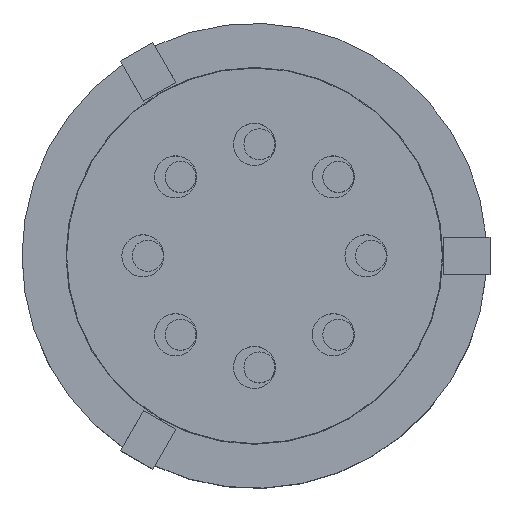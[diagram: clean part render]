
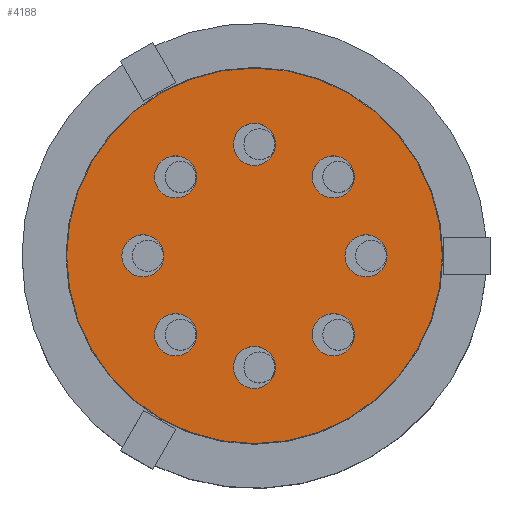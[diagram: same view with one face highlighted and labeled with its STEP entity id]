
A CAD part, top view. The second image highlights one B-rep face of the part: STEP entity #4188.
In plain terms, the highlighted planar face has unit normal (0, 0, 1).
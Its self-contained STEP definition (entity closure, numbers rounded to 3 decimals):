
#108=FACE_BOUND('',#820,.T.);
#109=FACE_BOUND('',#821,.T.);
#110=FACE_BOUND('',#822,.T.);
#111=FACE_BOUND('',#823,.T.);
#112=FACE_BOUND('',#824,.T.);
#113=FACE_BOUND('',#825,.T.);
#114=FACE_BOUND('',#826,.T.);
#115=FACE_BOUND('',#827,.T.);
#236=PLANE('',#4753);
#576=FACE_OUTER_BOUND('',#819,.T.);
#819=EDGE_LOOP('',(#3811));
#820=EDGE_LOOP('',(#3812));
#821=EDGE_LOOP('',(#3813));
#822=EDGE_LOOP('',(#3814));
#823=EDGE_LOOP('',(#3815));
#824=EDGE_LOOP('',(#3816));
#825=EDGE_LOOP('',(#3817));
#826=EDGE_LOOP('',(#3818));
#827=EDGE_LOOP('',(#3819));
#1667=CIRCLE('',#4727,3.4);
#1669=CIRCLE('',#4730,3.4);
#1671=CIRCLE('',#4733,3.4);
#1673=CIRCLE('',#4736,3.4);
#1675=CIRCLE('',#4739,3.4);
#1677=CIRCLE('',#4742,3.4);
#1679=CIRCLE('',#4745,3.4);
#1681=CIRCLE('',#4748,3.4);
#1683=CIRCLE('',#4751,30.3);
#2047=VERTEX_POINT('',#23907);
#2049=VERTEX_POINT('',#23913);
#2051=VERTEX_POINT('',#23919);
#2053=VERTEX_POINT('',#23925);
#2055=VERTEX_POINT('',#23931);
#2057=VERTEX_POINT('',#23937);
#2059=VERTEX_POINT('',#23943);
#2061=VERTEX_POINT('',#23949);
#2063=VERTEX_POINT('',#23955);
#2634=EDGE_CURVE('',#2047,#2047,#1667,.T.);
#2637=EDGE_CURVE('',#2049,#2049,#1669,.T.);
#2640=EDGE_CURVE('',#2051,#2051,#1671,.T.);
#2643=EDGE_CURVE('',#2053,#2053,#1673,.T.);
#2646=EDGE_CURVE('',#2055,#2055,#1675,.T.);
#2649=EDGE_CURVE('',#2057,#2057,#1677,.T.);
#2652=EDGE_CURVE('',#2059,#2059,#1679,.T.);
#2655=EDGE_CURVE('',#2061,#2061,#1681,.T.);
#2658=EDGE_CURVE('',#2063,#2063,#1683,.T.);
#3811=ORIENTED_EDGE('',*,*,#2658,.T.);
#3812=ORIENTED_EDGE('',*,*,#2634,.T.);
#3813=ORIENTED_EDGE('',*,*,#2637,.T.);
#3814=ORIENTED_EDGE('',*,*,#2640,.T.);
#3815=ORIENTED_EDGE('',*,*,#2643,.T.);
#3816=ORIENTED_EDGE('',*,*,#2646,.T.);
#3817=ORIENTED_EDGE('',*,*,#2649,.T.);
#3818=ORIENTED_EDGE('',*,*,#2652,.T.);
#3819=ORIENTED_EDGE('',*,*,#2655,.T.);
#4188=ADVANCED_FACE('',(#576,#108,#109,#110,#111,#112,#113,#114,#115),#236,
 .T.);
#4727=AXIS2_PLACEMENT_3D('',#23908,#5868,#5869);
#4730=AXIS2_PLACEMENT_3D('',#23914,#5875,#5876);
#4733=AXIS2_PLACEMENT_3D('',#23920,#5882,#5883);
#4736=AXIS2_PLACEMENT_3D('',#23926,#5889,#5890);
#4739=AXIS2_PLACEMENT_3D('',#23932,#5896,#5897);
#4742=AXIS2_PLACEMENT_3D('',#23938,#5903,#5904);
#4745=AXIS2_PLACEMENT_3D('',#23944,#5910,#5911);
#4748=AXIS2_PLACEMENT_3D('',#23950,#5917,#5918);
#4751=AXIS2_PLACEMENT_3D('',#23956,#5924,#5925);
#4753=AXIS2_PLACEMENT_3D('',#23960,#5929,#5930);
#5868=DIRECTION('center_axis',(0.,0.,-1.));
#5869=DIRECTION('ref_axis',(0.707,-0.707,0.));
#5875=DIRECTION('center_axis',(0.,0.,-1.));
#5876=DIRECTION('ref_axis',(0.,-1.,0.));
#5882=DIRECTION('center_axis',(0.,0.,-1.));
#5883=DIRECTION('ref_axis',(-0.707,-0.707,0.));
#5889=DIRECTION('center_axis',(0.,0.,-1.));
#5890=DIRECTION('ref_axis',(-1.,0.,0.));
#5896=DIRECTION('center_axis',(0.,0.,-1.));
#5897=DIRECTION('ref_axis',(-0.707,0.707,0.));
#5903=DIRECTION('center_axis',(0.,0.,-1.));
#5904=DIRECTION('ref_axis',(0.,1.,0.));
#5910=DIRECTION('center_axis',(0.,0.,-1.));
#5911=DIRECTION('ref_axis',(0.707,0.707,0.));
#5917=DIRECTION('center_axis',(0.,0.,-1.));
#5918=DIRECTION('ref_axis',(1.,0.,0.));
#5924=DIRECTION('center_axis',(0.,0.,1.));
#5925=DIRECTION('ref_axis',(1.,0.,0.));
#5929=DIRECTION('center_axis',(0.,0.,1.));
#5930=DIRECTION('ref_axis',(1.,0.,0.));
#23907=CARTESIAN_POINT('',(10.324,-10.324,20.));
#23908=CARTESIAN_POINT('Origin',(12.728,-12.728,20.));
#23913=CARTESIAN_POINT('',(0.,-14.6,20.));
#23914=CARTESIAN_POINT('Origin',(0.,-18.,20.));
#23919=CARTESIAN_POINT('',(-10.324,-10.324,20.));
#23920=CARTESIAN_POINT('Origin',(-12.728,-12.728,20.));
#23925=CARTESIAN_POINT('',(-14.6,0.,20.));
#23926=CARTESIAN_POINT('Origin',(-18.,0.,20.));
#23931=CARTESIAN_POINT('',(-10.324,10.324,20.));
#23932=CARTESIAN_POINT('Origin',(-12.728,12.728,20.));
#23937=CARTESIAN_POINT('',(0.,14.6,20.));
#23938=CARTESIAN_POINT('Origin',(0.,18.,20.));
#23943=CARTESIAN_POINT('',(10.324,10.324,20.));
#23944=CARTESIAN_POINT('Origin',(12.728,12.728,20.));
#23949=CARTESIAN_POINT('',(14.6,0.,20.));
#23950=CARTESIAN_POINT('Origin',(18.,0.,20.));
#23955=CARTESIAN_POINT('',(-30.3,0.,20.));
#23956=CARTESIAN_POINT('Origin',(0.,0.,
20.));
#23960=CARTESIAN_POINT('Origin',(0.,0.,20.));
